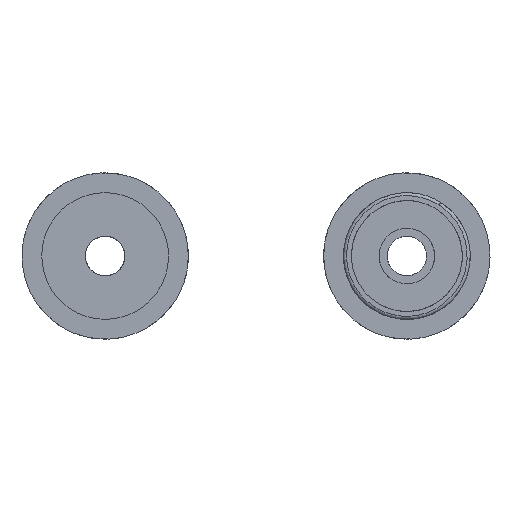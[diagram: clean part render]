
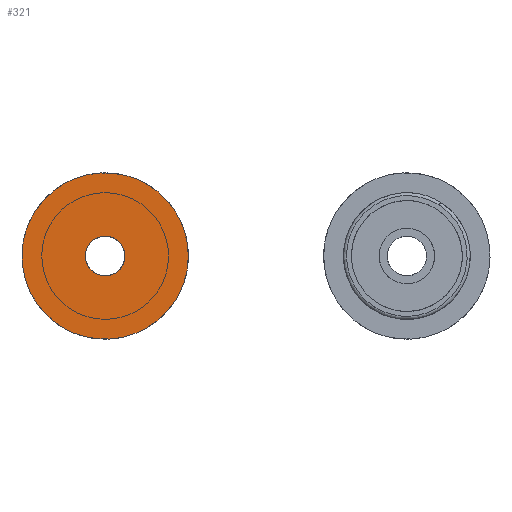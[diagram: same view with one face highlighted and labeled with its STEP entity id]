
A CAD part, front view. The second image highlights one B-rep face of the part: STEP entity #321.
In plain terms, the highlighted planar face has unit normal (0, -1, 0).
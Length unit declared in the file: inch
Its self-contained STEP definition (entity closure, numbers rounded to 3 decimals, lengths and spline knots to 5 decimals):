
#182=FACE_BOUND('',#651,.T.);
#321=ADVANCED_FACE('',(#467,#182),#2568,.T.);
#467=FACE_OUTER_BOUND('',#650,.T.);
#650=EDGE_LOOP('',(#1419,#1420));
#651=EDGE_LOOP('',(#1421,#1422));
#1419=ORIENTED_EDGE('',*,*,#1827,.F.);
#1420=ORIENTED_EDGE('',*,*,#1828,.F.);
#1421=ORIENTED_EDGE('',*,*,#1835,.F.);
#1422=ORIENTED_EDGE('',*,*,#1834,.F.);
#1827=EDGE_CURVE('',#2527,#2528,#2231,.T.);
#1828=EDGE_CURVE('',#2528,#2527,#2232,.T.);
#1834=EDGE_CURVE('',#2530,#2529,#2237,.T.);
#1835=EDGE_CURVE('',#2529,#2530,#2238,.T.);
#2231=(
BOUNDED_CURVE()
B_SPLINE_CURVE(2,(#6216,#6217,#6218,#6219,#6220),.UNSPECIFIED.,.F.,.F.)
B_SPLINE_CURVE_WITH_KNOTS((3,2,3),(0.,0.64934,1.29869),
 .UNSPECIFIED.)
CURVE()
GEOMETRIC_REPRESENTATION_ITEM()
RATIONAL_B_SPLINE_CURVE((1.,0.707,1.,0.707,1.))
REPRESENTATION_ITEM('')
);
#2232=(
BOUNDED_CURVE()
B_SPLINE_CURVE(2,(#6221,#6222,#6223,#6224,#6225),.UNSPECIFIED.,.F.,.F.)
B_SPLINE_CURVE_WITH_KNOTS((3,2,3),(1.29869,1.94803,2.59738),
 .UNSPECIFIED.)
CURVE()
GEOMETRIC_REPRESENTATION_ITEM()
RATIONAL_B_SPLINE_CURVE((1.,0.707,1.,0.707,1.))
REPRESENTATION_ITEM('')
);
#2237=(
BOUNDED_CURVE()
B_SPLINE_CURVE(2,(#6248,#6249,#6250,#6251,#6252),.UNSPECIFIED.,.F.,.F.)
B_SPLINE_CURVE_WITH_KNOTS((3,2,3),(-0.61842,-0.46382,
-0.30921),.UNSPECIFIED.)
CURVE()
GEOMETRIC_REPRESENTATION_ITEM()
RATIONAL_B_SPLINE_CURVE((1.,0.707,1.,0.707,1.))
REPRESENTATION_ITEM('')
);
#2238=(
BOUNDED_CURVE()
B_SPLINE_CURVE(2,(#6253,#6254,#6255,#6256,#6257),.UNSPECIFIED.,.F.,.F.)
B_SPLINE_CURVE_WITH_KNOTS((3,2,3),(-0.30921,-0.15461,
0.),.UNSPECIFIED.)
CURVE()
GEOMETRIC_REPRESENTATION_ITEM()
RATIONAL_B_SPLINE_CURVE((1.,0.707,1.,0.707,1.))
REPRESENTATION_ITEM('')
);
#2527=VERTEX_POINT('',#6168);
#2528=VERTEX_POINT('',#6169);
#2529=VERTEX_POINT('',#6170);
#2530=VERTEX_POINT('',#6171);
#2568=PLANE('',#2737);
#2737=AXIS2_PLACEMENT_3D('',#6081,#2778,$);
#2778=DIRECTION('',(0.,-1.,0.));
#6081=CARTESIAN_POINT('',(0.34141,0.,-1.51885));
#6168=CARTESIAN_POINT('',(0.3493,0.,-0.22108));
#6169=CARTESIAN_POINT('',(-0.3493,0.,0.22108));
#6170=CARTESIAN_POINT('',(-0.08317,0.,0.05264));
#6171=CARTESIAN_POINT('',(0.08317,0.,-0.05264));
#6216=CARTESIAN_POINT('',(0.3493,0.,-0.22108));
#6217=CARTESIAN_POINT('',(0.12821,0.,-0.57038));
#6218=CARTESIAN_POINT('',(-0.22108,0.,-0.3493));
#6219=CARTESIAN_POINT('',(-0.57038,0.,-0.12821));
#6220=CARTESIAN_POINT('',(-0.3493,0.,0.22108));
#6221=CARTESIAN_POINT('',(-0.3493,0.,0.22108));
#6222=CARTESIAN_POINT('',(-0.12821,0.,0.57038));
#6223=CARTESIAN_POINT('',(0.22108,0.,0.3493));
#6224=CARTESIAN_POINT('',(0.57038,0.,0.12821));
#6225=CARTESIAN_POINT('',(0.3493,0.,-0.22108));
#6248=CARTESIAN_POINT('',(0.08317,0.,-0.05264));
#6249=CARTESIAN_POINT('',(0.13581,0.,0.03053));
#6250=CARTESIAN_POINT('',(0.05264,0.,0.08317));
#6251=CARTESIAN_POINT('',(-0.03053,0.,0.13581));
#6252=CARTESIAN_POINT('',(-0.08317,0.,0.05264));
#6253=CARTESIAN_POINT('',(-0.08317,0.,0.05264));
#6254=CARTESIAN_POINT('',(-0.13581,0.,-0.03053));
#6255=CARTESIAN_POINT('',(-0.05264,0.,-0.08317));
#6256=CARTESIAN_POINT('',(0.03053,0.,-0.13581));
#6257=CARTESIAN_POINT('',(0.08317,0.,-0.05264));
